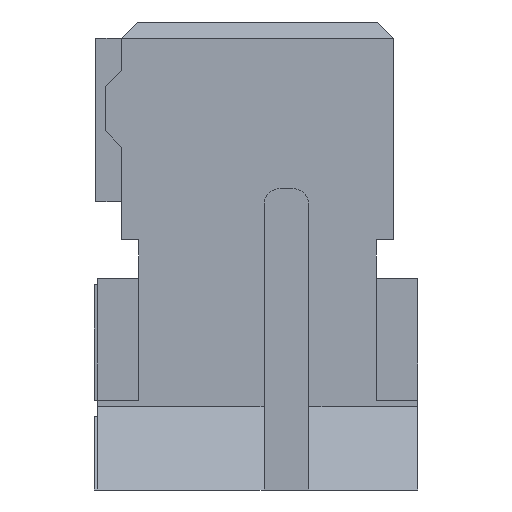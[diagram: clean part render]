
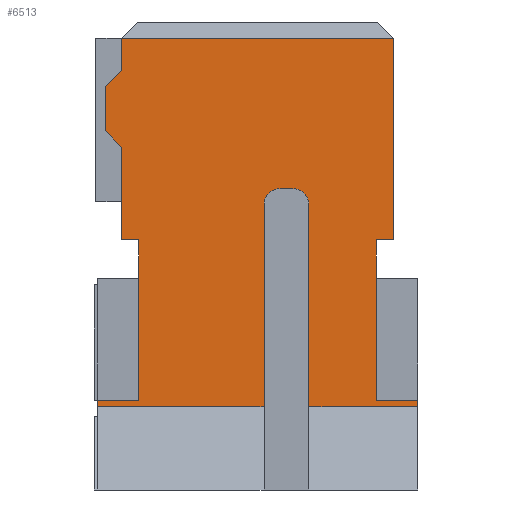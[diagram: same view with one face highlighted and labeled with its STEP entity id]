
A CAD part, left-side view. The second image highlights one B-rep face of the part: STEP entity #6513.
In plain terms, the highlighted planar face has unit normal (-1, 0, 0).
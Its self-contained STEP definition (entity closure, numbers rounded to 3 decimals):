
#19=CIRCLE('',#6880,0.25);
#20=CIRCLE('',#6881,0.25);
#75=FACE_OUTER_BOUND('',#429,.T.);
#429=EDGE_LOOP('',(#4355,#4356,#4357,#4358,#4359,#4360,#4361,#4362,#4363,
#4364,#4365,#4366,#4367,#4368,#4369,#4370,#4371,#4372,#4373,#4374,#4375,
#4376));
#844=LINE('',#9011,#1794);
#867=LINE('',#9062,#1817);
#868=LINE('',#9064,#1818);
#869=LINE('',#9066,#1819);
#870=LINE('',#9067,#1820);
#871=LINE('',#9069,#1821);
#872=LINE('',#9071,#1822);
#873=LINE('',#9073,#1823);
#874=LINE('',#9075,#1824);
#875=LINE('',#9077,#1825);
#876=LINE('',#9079,#1826);
#877=LINE('',#9081,#1827);
#878=LINE('',#9083,#1828);
#879=LINE('',#9085,#1829);
#880=LINE('',#9087,#1830);
#881=LINE('',#9089,#1831);
#882=LINE('',#9091,#1832);
#883=LINE('',#9093,#1833);
#884=LINE('',#9095,#1834);
#885=LINE('',#9099,#1835);
#1794=VECTOR('',#7308,2.5);
#1817=VECTOR('',#7343,3.15);
#1818=VECTOR('',#7344,1.7);
#1819=VECTOR('',#7345,0.1);
#1820=VECTOR('',#7346,0.65);
#1821=VECTOR('',#7347,0.275);
#1822=VECTOR('',#7348,3.15);
#1823=VECTOR('',#7349,4.25);
#1824=VECTOR('',#7350,0.5);
#1825=VECTOR('',#7351,0.354);
#1826=VECTOR('',#7352,0.7);
#1827=VECTOR('',#7353,0.354);
#1828=VECTOR('',#7354,1.45);
#1829=VECTOR('',#7355,0.275);
#1830=VECTOR('',#7356,2.5);
#1831=VECTOR('',#7357,0.65);
#1832=VECTOR('',#7358,0.1);
#1833=VECTOR('',#7359,2.6);
#1834=VECTOR('',#7360,3.15);
#1835=VECTOR('',#7363,0.2);
#2735=VERTEX_POINT('',#9009);
#2736=VERTEX_POINT('',#9010);
#2757=VERTEX_POINT('',#9060);
#2758=VERTEX_POINT('',#9061);
#2759=VERTEX_POINT('',#9063);
#2760=VERTEX_POINT('',#9065);
#2761=VERTEX_POINT('',#9068);
#2762=VERTEX_POINT('',#9070);
#2763=VERTEX_POINT('',#9072);
#2764=VERTEX_POINT('',#9074);
#2765=VERTEX_POINT('',#9076);
#2766=VERTEX_POINT('',#9078);
#2767=VERTEX_POINT('',#9080);
#2768=VERTEX_POINT('',#9082);
#2769=VERTEX_POINT('',#9084);
#2770=VERTEX_POINT('',#9086);
#2771=VERTEX_POINT('',#9088);
#2772=VERTEX_POINT('',#9090);
#2773=VERTEX_POINT('',#9092);
#2774=VERTEX_POINT('',#9094);
#2775=VERTEX_POINT('',#9096);
#2776=VERTEX_POINT('',#9098);
#3352=EDGE_CURVE('',#2735,#2736,#844,.T.);
#3375=EDGE_CURVE('',#2757,#2758,#867,.T.);
#3376=EDGE_CURVE('',#2759,#2757,#868,.T.);
#3377=EDGE_CURVE('',#2759,#2760,#869,.T.);
#3378=EDGE_CURVE('',#2760,#2735,#870,.T.);
#3379=EDGE_CURVE('',#2736,#2761,#871,.T.);
#3380=EDGE_CURVE('',#2761,#2762,#872,.T.);
#3381=EDGE_CURVE('',#2763,#2762,#873,.T.);
#3382=EDGE_CURVE('',#2764,#2763,#874,.T.);
#3383=EDGE_CURVE('',#2765,#2764,#875,.T.);
#3384=EDGE_CURVE('',#2766,#2765,#876,.T.);
#3385=EDGE_CURVE('',#2767,#2766,#877,.T.);
#3386=EDGE_CURVE('',#2768,#2767,#878,.T.);
#3387=EDGE_CURVE('',#2769,#2768,#879,.T.);
#3388=EDGE_CURVE('',#2770,#2769,#880,.T.);
#3389=EDGE_CURVE('',#2770,#2771,#881,.T.);
#3390=EDGE_CURVE('',#2772,#2771,#882,.T.);
#3391=EDGE_CURVE('',#2773,#2772,#883,.T.);
#3392=EDGE_CURVE('',#2773,#2774,#884,.T.);
#3393=EDGE_CURVE('',#2774,#2775,#19,.T.);
#3394=EDGE_CURVE('',#2775,#2776,#885,.T.);
#3395=EDGE_CURVE('',#2776,#2758,#20,.T.);
#4355=ORIENTED_EDGE('',*,*,#3375,.F.);
#4356=ORIENTED_EDGE('',*,*,#3376,.F.);
#4357=ORIENTED_EDGE('',*,*,#3377,.T.);
#4358=ORIENTED_EDGE('',*,*,#3378,.T.);
#4359=ORIENTED_EDGE('',*,*,#3352,.T.);
#4360=ORIENTED_EDGE('',*,*,#3379,.T.);
#4361=ORIENTED_EDGE('',*,*,#3380,.T.);
#4362=ORIENTED_EDGE('',*,*,#3381,.F.);
#4363=ORIENTED_EDGE('',*,*,#3382,.F.);
#4364=ORIENTED_EDGE('',*,*,#3383,.F.);
#4365=ORIENTED_EDGE('',*,*,#3384,.F.);
#4366=ORIENTED_EDGE('',*,*,#3385,.F.);
#4367=ORIENTED_EDGE('',*,*,#3386,.F.);
#4368=ORIENTED_EDGE('',*,*,#3387,.F.);
#4369=ORIENTED_EDGE('',*,*,#3388,.F.);
#4370=ORIENTED_EDGE('',*,*,#3389,.T.);
#4371=ORIENTED_EDGE('',*,*,#3390,.F.);
#4372=ORIENTED_EDGE('',*,*,#3391,.F.);
#4373=ORIENTED_EDGE('',*,*,#3392,.T.);
#4374=ORIENTED_EDGE('',*,*,#3393,.T.);
#4375=ORIENTED_EDGE('',*,*,#3394,.T.);
#4376=ORIENTED_EDGE('',*,*,#3395,.T.);
#6174=PLANE('',#6879);
#6513=ADVANCED_FACE('',(#75),#6174,.T.);
#6879=AXIS2_PLACEMENT_3D('',#9059,#7341,#7342);
#6880=AXIS2_PLACEMENT_3D('',#9097,#7361,#7362);
#6881=AXIS2_PLACEMENT_3D('',#9100,#7364,#7365);
#7308=DIRECTION('',(0.,0.,1.));
#7341=DIRECTION('center_axis',(-1.,0.,0.));
#7342=DIRECTION('ref_axis',(0.,-1.,0.));
#7343=DIRECTION('',(0.,0.,1.));
#7344=DIRECTION('',(0.,1.,0.));
#7345=DIRECTION('',(0.,0.,1.));
#7346=DIRECTION('',(0.,1.,0.));
#7347=DIRECTION('',(0.,-1.,0.));
#7348=DIRECTION('',(0.,0.,1.));
#7349=DIRECTION('',(0.,-1.,0.));
#7350=DIRECTION('',(0.,0.,1.));
#7351=DIRECTION('',(0.,-0.707,0.707));
#7352=DIRECTION('',(0.,0.,1.));
#7353=DIRECTION('',(0.,0.707,0.707));
#7354=DIRECTION('',(0.,0.,1.));
#7355=DIRECTION('',(0.,1.,0.));
#7356=DIRECTION('',(0.,0.,1.));
#7357=DIRECTION('',(0.,1.,0.));
#7358=DIRECTION('',(0.,0.,1.));
#7359=DIRECTION('',(0.,1.,0.));
#7360=DIRECTION('',(0.,0.,1.));
#7361=DIRECTION('center_axis',(1.,0.,0.));
#7362=DIRECTION('ref_axis',(0.,1.,0.));
#7363=DIRECTION('',(0.,-1.,0.));
#7364=DIRECTION('center_axis',(1.,0.,0.));
#7365=DIRECTION('ref_axis',(0.,0.,1.));
#9009=CARTESIAN_POINT('',(-5.27,-1.85,0.));
#9010=CARTESIAN_POINT('',(-5.27,-1.85,2.5));
#9011=CARTESIAN_POINT('',(-5.27,-1.85,0.));
#9059=CARTESIAN_POINT('Origin',(-5.27,2.125,0.));
#9060=CARTESIAN_POINT('',(-5.27,-0.8,-0.1));
#9061=CARTESIAN_POINT('',(-5.27,-0.8,3.05));
#9062=CARTESIAN_POINT('',(-5.27,-0.8,-0.1));
#9063=CARTESIAN_POINT('',(-5.27,-2.5,-0.1));
#9064=CARTESIAN_POINT('',(-5.27,-2.5,-0.1));
#9065=CARTESIAN_POINT('',(-5.27,-2.5,0.));
#9066=CARTESIAN_POINT('',(-5.27,-2.5,-0.1));
#9067=CARTESIAN_POINT('',(-5.27,-2.5,0.));
#9068=CARTESIAN_POINT('',(-5.27,-2.125,2.5));
#9069=CARTESIAN_POINT('',(-5.27,-1.85,2.5));
#9070=CARTESIAN_POINT('',(-5.27,-2.125,5.65));
#9071=CARTESIAN_POINT('',(-5.27,-2.125,2.5));
#9072=CARTESIAN_POINT('',(-5.27,2.125,5.65));
#9073=CARTESIAN_POINT('',(-5.27,2.125,5.65));
#9074=CARTESIAN_POINT('',(-5.27,2.125,5.15));
#9075=CARTESIAN_POINT('',(-5.27,2.125,5.15));
#9076=CARTESIAN_POINT('',(-5.27,2.375,4.9));
#9077=CARTESIAN_POINT('',(-5.27,2.375,4.9));
#9078=CARTESIAN_POINT('',(-5.27,2.375,4.2));
#9079=CARTESIAN_POINT('',(-5.27,2.375,4.2));
#9080=CARTESIAN_POINT('',(-5.27,2.125,3.95));
#9081=CARTESIAN_POINT('',(-5.27,2.125,3.95));
#9082=CARTESIAN_POINT('',(-5.27,2.125,2.5));
#9083=CARTESIAN_POINT('',(-5.27,2.125,2.5));
#9084=CARTESIAN_POINT('',(-5.27,1.85,2.5));
#9085=CARTESIAN_POINT('',(-5.27,1.85,2.5));
#9086=CARTESIAN_POINT('',(-5.27,1.85,0.));
#9087=CARTESIAN_POINT('',(-5.27,1.85,0.));
#9088=CARTESIAN_POINT('',(-5.27,2.5,0.));
#9089=CARTESIAN_POINT('',(-5.27,1.85,0.));
#9090=CARTESIAN_POINT('',(-5.27,2.5,-0.1));
#9091=CARTESIAN_POINT('',(-5.27,2.5,-0.1));
#9092=CARTESIAN_POINT('',(-5.27,-0.1,-0.1));
#9093=CARTESIAN_POINT('',(-5.27,-0.1,-0.1));
#9094=CARTESIAN_POINT('',(-5.27,-0.1,3.05));
#9095=CARTESIAN_POINT('',(-5.27,-0.1,-0.1));
#9096=CARTESIAN_POINT('',(-5.27,-0.35,3.3));
#9097=CARTESIAN_POINT('Origin',(-5.27,-0.35,3.05));
#9098=CARTESIAN_POINT('',(-5.27,-0.55,3.3));
#9099=CARTESIAN_POINT('',(-5.27,-0.35,3.3));
#9100=CARTESIAN_POINT('Origin',(-5.27,-0.55,3.05));
